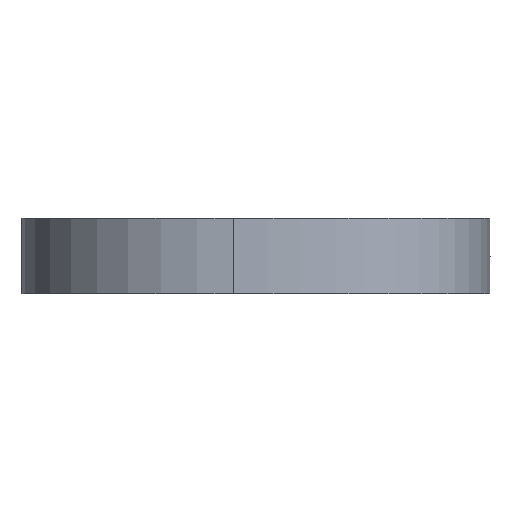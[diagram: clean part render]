
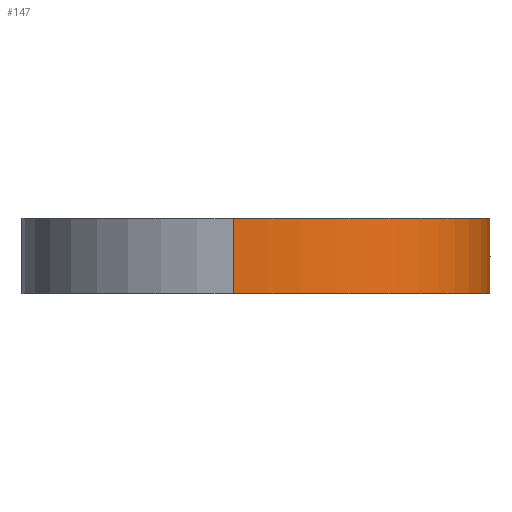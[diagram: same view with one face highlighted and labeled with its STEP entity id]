
A CAD part, left-side view. The second image highlights one B-rep face of the part: STEP entity #147.
In plain terms, the highlighted face is a extrusion surface.
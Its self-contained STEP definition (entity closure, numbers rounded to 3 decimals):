
#32 = CYLINDRICAL_SURFACE('',#33,14.);
#33 = AXIS2_PLACEMENT_3D('',#34,#35,#36);
#34 = CARTESIAN_POINT('',(0.,0.,0.));
#35 = DIRECTION('',(-0.,0.,-1.));
#36 = DIRECTION('',(0.,1.,0.));
#60 = VERTEX_POINT('',#61);
#61 = CARTESIAN_POINT('',(-14.,0.,5.));
#76 = PLANE('',#77);
#77 = AXIS2_PLACEMENT_3D('',#78,#79,#80);
#78 = CARTESIAN_POINT('',(23.36,-0.589,5.));
#79 = DIRECTION('',(0.,0.,1.));
#80 = DIRECTION('',(1.,0.,0.));
#88 = EDGE_CURVE('',#89,#60,#91,.T.);
#89 = VERTEX_POINT('',#90);
#90 = CARTESIAN_POINT('',(-14.,0.,0.));
#91 = SURFACE_CURVE('',#92,(#96,#103),.PCURVE_S1.);
#92 = LINE('',#93,#94);
#93 = CARTESIAN_POINT('',(-14.,0.,0.));
#94 = VECTOR('',#95,1.);
#95 = DIRECTION('',(0.,0.,1.));
#96 = PCURVE('',#32,#97);
#97 = DEFINITIONAL_REPRESENTATION('',(#98),#102);
#98 = LINE('',#99,#100);
#99 = CARTESIAN_POINT('',(-1.571,0.));
#100 = VECTOR('',#101,1.);
#101 = DIRECTION('',(-0.,-1.));
#102 = ( GEOMETRIC_REPRESENTATION_CONTEXT(2) 
PARAMETRIC_REPRESENTATION_CONTEXT() REPRESENTATION_CONTEXT('2D SPACE',''
  ) );
#103 = PCURVE('',#104,#114);
#104 = SURFACE_OF_LINEAR_EXTRUSION('',#105,#112);
#105 = B_SPLINE_CURVE_WITH_KNOTS('',3,(#106,#107,#108,#109,#110,#111),
  .UNSPECIFIED.,.F.,.F.,(4,2,4),(0.,25.962,47.984),
  .UNSPECIFIED.);
#106 = CARTESIAN_POINT('',(25.,-10.,0.));
#107 = CARTESIAN_POINT('',(7.924,-10.,0.));
#108 = CARTESIAN_POINT('',(9.344,-17.,0.));
#109 = CARTESIAN_POINT('',(-7.927,-17.,0.));
#110 = CARTESIAN_POINT('',(-14.,-12.74,0.));
#111 = CARTESIAN_POINT('',(-14.,0.,0.));
#112 = VECTOR('',#113,1.);
#113 = DIRECTION('',(-0.,-0.,-1.));
#114 = DEFINITIONAL_REPRESENTATION('',(#115),#119);
#115 = LINE('',#116,#117);
#116 = CARTESIAN_POINT('',(47.984,0.));
#117 = VECTOR('',#118,1.);
#118 = DIRECTION('',(0.,-1.));
#119 = ( GEOMETRIC_REPRESENTATION_CONTEXT(2) 
PARAMETRIC_REPRESENTATION_CONTEXT() REPRESENTATION_CONTEXT('2D SPACE',''
  ) );
#136 = PLANE('',#137);
#137 = AXIS2_PLACEMENT_3D('',#138,#139,#140);
#138 = CARTESIAN_POINT('',(23.36,-0.589,0.));
#139 = DIRECTION('',(0.,0.,1.));
#140 = DIRECTION('',(1.,0.,0.));
#147 = ADVANCED_FACE('',(#148),#104,.T.);
#148 = FACE_BOUND('',#149,.T.);
#149 = EDGE_LOOP('',(#150,#151,#180,#208));
#150 = ORIENTED_EDGE('',*,*,#88,.F.);
#151 = ORIENTED_EDGE('',*,*,#152,.F.);
#152 = EDGE_CURVE('',#153,#89,#155,.T.);
#153 = VERTEX_POINT('',#154);
#154 = CARTESIAN_POINT('',(25.,-10.,0.));
#155 = SURFACE_CURVE('',#156,(#163,#170),.PCURVE_S1.);
#156 = B_SPLINE_CURVE_WITH_KNOTS('',3,(#157,#158,#159,#160,#161,#162),
  .UNSPECIFIED.,.F.,.F.,(4,2,4),(0.,25.962,47.984),
  .UNSPECIFIED.);
#157 = CARTESIAN_POINT('',(25.,-10.,0.));
#158 = CARTESIAN_POINT('',(7.924,-10.,0.));
#159 = CARTESIAN_POINT('',(9.344,-17.,0.));
#160 = CARTESIAN_POINT('',(-7.927,-17.,0.));
#161 = CARTESIAN_POINT('',(-14.,-12.74,0.));
#162 = CARTESIAN_POINT('',(-14.,0.,0.));
#163 = PCURVE('',#104,#164);
#164 = DEFINITIONAL_REPRESENTATION('',(#165),#169);
#165 = LINE('',#166,#167);
#166 = CARTESIAN_POINT('',(0.,0.));
#167 = VECTOR('',#168,1.);
#168 = DIRECTION('',(1.,0.));
#169 = ( GEOMETRIC_REPRESENTATION_CONTEXT(2) 
PARAMETRIC_REPRESENTATION_CONTEXT() REPRESENTATION_CONTEXT('2D SPACE',''
  ) );
#170 = PCURVE('',#136,#171);
#171 = DEFINITIONAL_REPRESENTATION('',(#172),#179);
#172 = B_SPLINE_CURVE_WITH_KNOTS('',3,(#173,#174,#175,#176,#177,#178),
  .UNSPECIFIED.,.F.,.F.,(4,2,4),(0.,25.962,47.984),
  .UNSPECIFIED.);
#173 = CARTESIAN_POINT('',(1.64,-9.411));
#174 = CARTESIAN_POINT('',(-15.435,-9.411));
#175 = CARTESIAN_POINT('',(-14.015,-16.411));
#176 = CARTESIAN_POINT('',(-31.287,-16.411));
#177 = CARTESIAN_POINT('',(-37.36,-12.151));
#178 = CARTESIAN_POINT('',(-37.36,0.589));
#179 = ( GEOMETRIC_REPRESENTATION_CONTEXT(2) 
PARAMETRIC_REPRESENTATION_CONTEXT() REPRESENTATION_CONTEXT('2D SPACE',''
  ) );
#180 = ORIENTED_EDGE('',*,*,#181,.T.);
#181 = EDGE_CURVE('',#153,#182,#184,.T.);
#182 = VERTEX_POINT('',#183);
#183 = CARTESIAN_POINT('',(25.,-10.,5.));
#184 = SURFACE_CURVE('',#185,(#189,#196),.PCURVE_S1.);
#185 = LINE('',#186,#187);
#186 = CARTESIAN_POINT('',(25.,-10.,0.));
#187 = VECTOR('',#188,1.);
#188 = DIRECTION('',(0.,0.,1.));
#189 = PCURVE('',#104,#190);
#190 = DEFINITIONAL_REPRESENTATION('',(#191),#195);
#191 = LINE('',#192,#193);
#192 = CARTESIAN_POINT('',(0.,0.));
#193 = VECTOR('',#194,1.);
#194 = DIRECTION('',(0.,-1.));
#195 = ( GEOMETRIC_REPRESENTATION_CONTEXT(2) 
PARAMETRIC_REPRESENTATION_CONTEXT() REPRESENTATION_CONTEXT('2D SPACE',''
  ) );
#196 = PCURVE('',#197,#202);
#197 = PLANE('',#198);
#198 = AXIS2_PLACEMENT_3D('',#199,#200,#201);
#199 = CARTESIAN_POINT('',(60.,-10.,0.));
#200 = DIRECTION('',(0.,-1.,0.));
#201 = DIRECTION('',(-1.,0.,0.));
#202 = DEFINITIONAL_REPRESENTATION('',(#203),#207);
#203 = LINE('',#204,#205);
#204 = CARTESIAN_POINT('',(35.,0.));
#205 = VECTOR('',#206,1.);
#206 = DIRECTION('',(0.,-1.));
#207 = ( GEOMETRIC_REPRESENTATION_CONTEXT(2) 
PARAMETRIC_REPRESENTATION_CONTEXT() REPRESENTATION_CONTEXT('2D SPACE',''
  ) );
#208 = ORIENTED_EDGE('',*,*,#209,.T.);
#209 = EDGE_CURVE('',#182,#60,#210,.T.);
#210 = SURFACE_CURVE('',#211,(#218,#225),.PCURVE_S1.);
#211 = B_SPLINE_CURVE_WITH_KNOTS('',3,(#212,#213,#214,#215,#216,#217),
  .UNSPECIFIED.,.F.,.F.,(4,2,4),(0.,25.962,47.984),
  .UNSPECIFIED.);
#212 = CARTESIAN_POINT('',(25.,-10.,5.));
#213 = CARTESIAN_POINT('',(7.924,-10.,5.));
#214 = CARTESIAN_POINT('',(9.344,-17.,5.));
#215 = CARTESIAN_POINT('',(-7.927,-17.,5.));
#216 = CARTESIAN_POINT('',(-14.,-12.74,5.));
#217 = CARTESIAN_POINT('',(-14.,0.,5.));
#218 = PCURVE('',#104,#219);
#219 = DEFINITIONAL_REPRESENTATION('',(#220),#224);
#220 = LINE('',#221,#222);
#221 = CARTESIAN_POINT('',(0.,-5.));
#222 = VECTOR('',#223,1.);
#223 = DIRECTION('',(1.,0.));
#224 = ( GEOMETRIC_REPRESENTATION_CONTEXT(2) 
PARAMETRIC_REPRESENTATION_CONTEXT() REPRESENTATION_CONTEXT('2D SPACE',''
  ) );
#225 = PCURVE('',#76,#226);
#226 = DEFINITIONAL_REPRESENTATION('',(#227),#234);
#227 = B_SPLINE_CURVE_WITH_KNOTS('',3,(#228,#229,#230,#231,#232,#233),
  .UNSPECIFIED.,.F.,.F.,(4,2,4),(0.,25.962,47.984),
  .UNSPECIFIED.);
#228 = CARTESIAN_POINT('',(1.64,-9.411));
#229 = CARTESIAN_POINT('',(-15.435,-9.411));
#230 = CARTESIAN_POINT('',(-14.015,-16.411));
#231 = CARTESIAN_POINT('',(-31.287,-16.411));
#232 = CARTESIAN_POINT('',(-37.36,-12.151));
#233 = CARTESIAN_POINT('',(-37.36,0.589));
#234 = ( GEOMETRIC_REPRESENTATION_CONTEXT(2) 
PARAMETRIC_REPRESENTATION_CONTEXT() REPRESENTATION_CONTEXT('2D SPACE',''
  ) );
